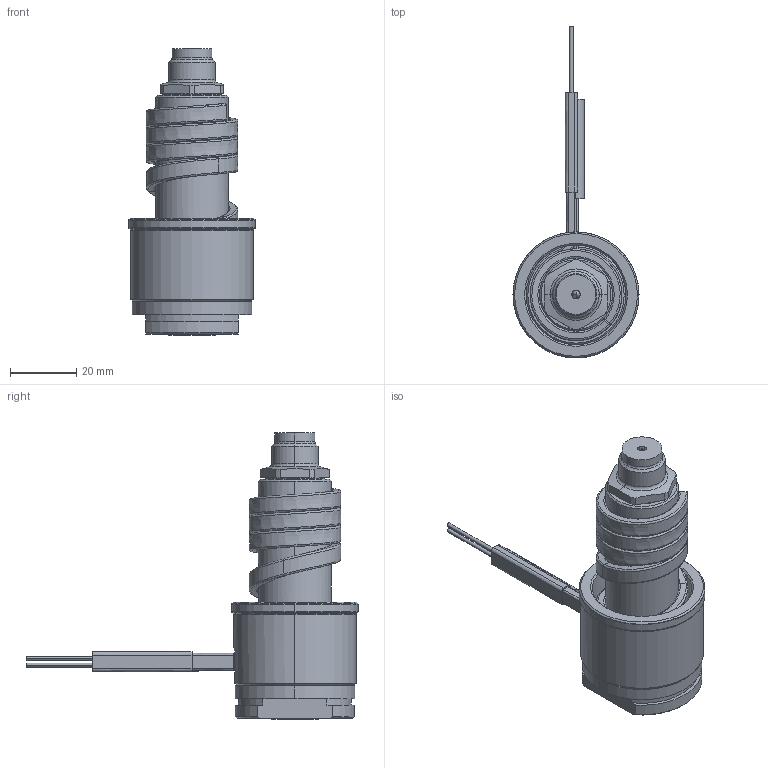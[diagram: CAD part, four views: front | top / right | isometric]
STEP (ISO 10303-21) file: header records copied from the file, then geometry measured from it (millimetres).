
FILE_DESCRIPTION((''),'2;1');
FILE_NAME('LS-86-BES-N','2014-02-25T',('Íàòàëüÿ'),('IMID'),'PRO/ENGINEER BY PARAMETRIC TECHNOLOGY CORPORATION, 2010180','PRO/ENGINEER BY PARAMETRIC TECHNOLOGY CORPORATION, 2010180','');
FILE_SCHEMA(('CONFIG_CONTROL_DESIGN'));
Length unit declared in the file: millimetre
Products named in the file (1): LS-86-BES-N
Bounding box: 38 x 100 x 86.2 mm (x, y, z)
Volume: 49990.1 mm3; surface area: 24495.2 mm2
Topology: 2 solids, 9 shells, 325 faces, 805 edges, 477 vertices
Faces by surface type: cylinder 107, cone 64, bspline 52, plane 51, torus 32, revolution 9, extrusion 8, sphere 2
Entity records: 15487 total; most frequent: CARTESIAN_POINT 8118, ORIENTED_EDGE 1566, DIRECTION 1455, EDGE_CURVE 795, AXIS2_PLACEMENT_3D 582, VERTEX_POINT 477, EDGE_LOOP 348, FACE_OUTER_BOUND 325
